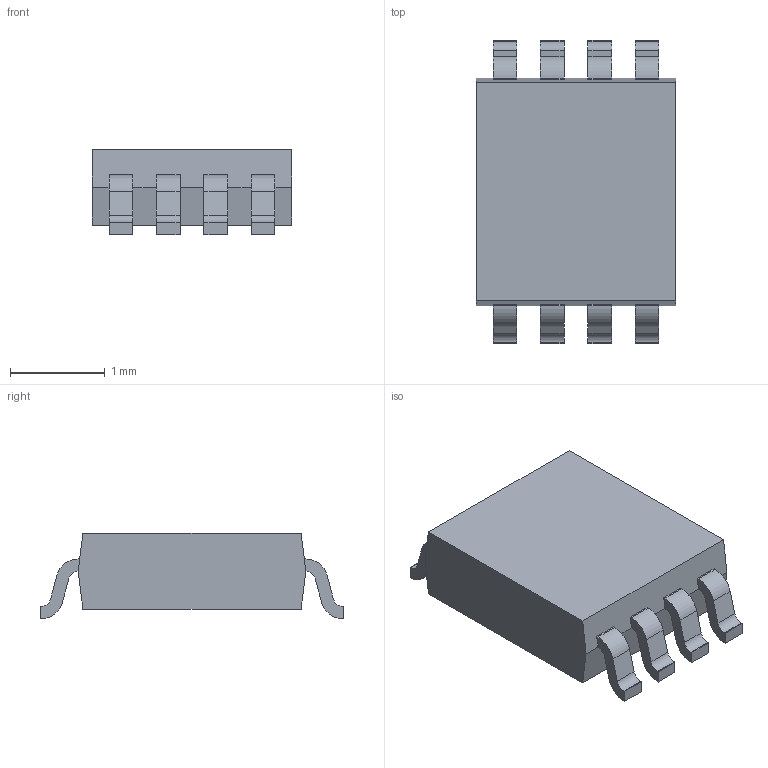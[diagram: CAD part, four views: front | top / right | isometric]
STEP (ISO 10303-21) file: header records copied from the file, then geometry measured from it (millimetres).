
FILE_DESCRIPTION (( 'STEP AP203' ), '1' );
FILE_NAME ('VSSOP8()_LOGICNOTSN74LVC3G14DCU_Default_sldprt.STEP', '2016-06-02T17:09:03', ( 'Shusen Zhang' ), ( 'MathWorks' ), 'SwSTEP 2.0', 'SolidWorks 2015', '' );
FILE_SCHEMA (( 'CONFIG_CONTROL_DESIGN' ));
Length unit declared in the file: millimetre
Products named in the file (1): VSSOP8()_LOGICNOTSN74LVC3G14DCU_Default_sldprt
Bounding box: 2.1 x 3.2 x 0.9 mm (x, y, z)
Volume: 4.1 mm3; surface area: 21.2 mm2
Topology: 1 solids, 1 shells, 104 faces, 290 edges, 188 vertices
Faces by surface type: plane 72, cylinder 32
Entity records: 3387 total; most frequent: CARTESIAN_POINT 583, ORIENTED_EDGE 580, DIRECTION 564, EDGE_CURVE 290, LINE 226, VECTOR 226, VERTEX_POINT 188, AXIS2_PLACEMENT_3D 169
